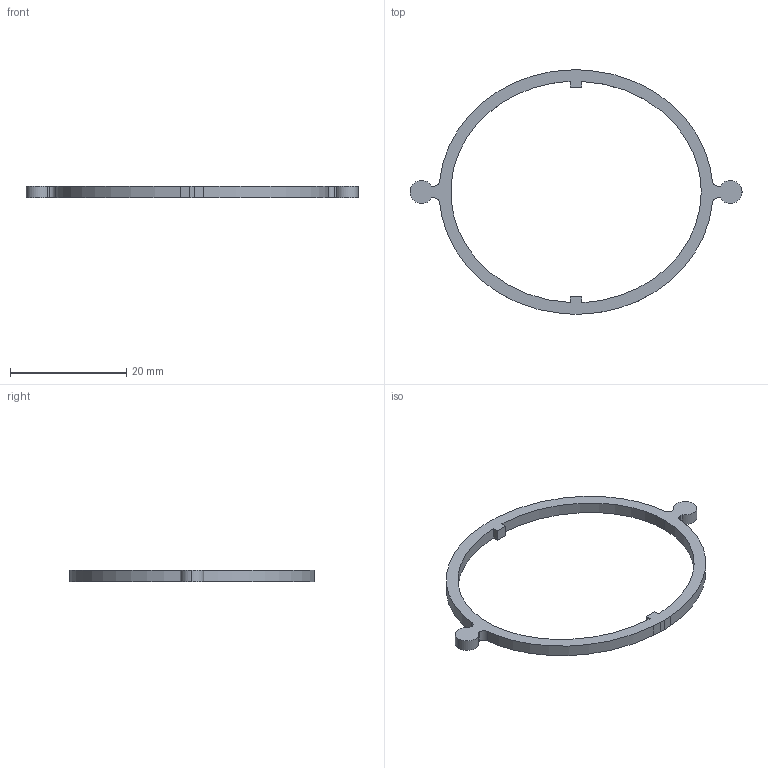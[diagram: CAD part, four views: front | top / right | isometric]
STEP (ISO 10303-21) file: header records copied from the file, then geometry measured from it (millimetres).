
FILE_DESCRIPTION(('HOOPS Exchange Step'),'2;1');
FILE_NAME('temp_export','2023-06-13T19:31:59-04:00',('gmoua'),('Shapr3D Limited'),'HOOPS Exchange 2022.2','Shapr3D','Authorized');
FILE_SCHEMA( ('AUTOMOTIVE_DESIGN { 1 0 10303 214 1 1 1 1 }') );
Length unit declared in the file: millimetre
Products named in the file (1): Hood Spring
Bounding box: 57 x 42 x 2 mm (x, y, z)
Volume: 602.1 mm3; surface area: 1186.4 mm2
Topology: 1 solids, 1 shells, 37 faces, 105 edges, 70 vertices
Faces by surface type: plane 16, extrusion 9, cylinder 8, bspline 4
Entity records: 1302 total; most frequent: CARTESIAN_POINT 279, ORIENTED_EDGE 210, DIRECTION 206, EDGE_CURVE 105, VERTEX_POINT 70, VECTOR 70, AXIS2_PLACEMENT_3D 68, LINE 61
